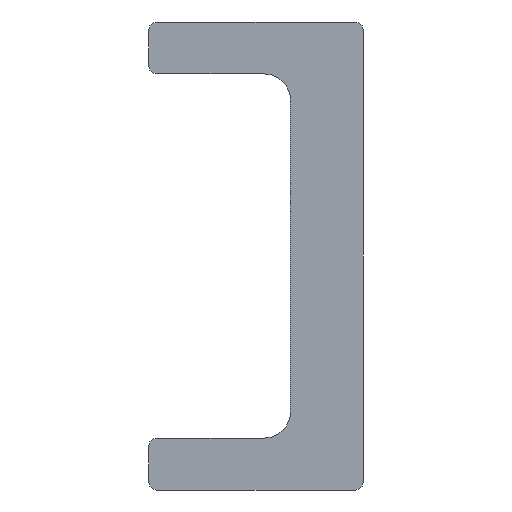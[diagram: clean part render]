
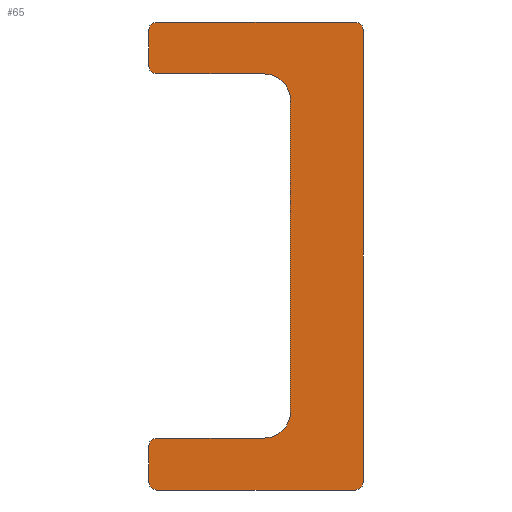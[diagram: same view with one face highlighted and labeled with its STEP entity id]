
A CAD part, front view. The second image highlights one B-rep face of the part: STEP entity #65.
In plain terms, the highlighted planar face has unit normal (0, -1, 0).
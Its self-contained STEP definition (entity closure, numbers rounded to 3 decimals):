
#65 = ADVANCED_FACE( '', ( #159 ), #160, .F. );
#159 = FACE_OUTER_BOUND( '', #290, .T. );
#160 = PLANE( '', #291 );
#290 = EDGE_LOOP( '', ( #429, #430, #431, #432, #433, #434, #435, #436, #437, #438, #439, #440, #441, #442, #443, #444 ) );
#291 = AXIS2_PLACEMENT_3D( '', #445, #446, #447 );
#429 = ORIENTED_EDGE( '', *, *, #685, .F. );
#430 = ORIENTED_EDGE( '', *, *, #686, .T. );
#431 = ORIENTED_EDGE( '', *, *, #687, .F. );
#432 = ORIENTED_EDGE( '', *, *, #688, .T. );
#433 = ORIENTED_EDGE( '', *, *, #689, .F. );
#434 = ORIENTED_EDGE( '', *, *, #690, .T. );
#435 = ORIENTED_EDGE( '', *, *, #691, .F. );
#436 = ORIENTED_EDGE( '', *, *, #692, .T. );
#437 = ORIENTED_EDGE( '', *, *, #671, .F. );
#438 = ORIENTED_EDGE( '', *, *, #693, .T. );
#439 = ORIENTED_EDGE( '', *, *, #694, .F. );
#440 = ORIENTED_EDGE( '', *, *, #676, .T. );
#441 = ORIENTED_EDGE( '', *, *, #695, .F. );
#442 = ORIENTED_EDGE( '', *, *, #696, .T. );
#443 = ORIENTED_EDGE( '', *, *, #697, .F. );
#444 = ORIENTED_EDGE( '', *, *, #698, .T. );
#445 = CARTESIAN_POINT( '', ( -4.125, 0., 9. ) );
#446 = DIRECTION( '', ( 0., 1., 0. ) );
#447 = DIRECTION( '', ( 0., 0., 1. ) );
#671 = EDGE_CURVE( '', #778, #780, #781, .T. );
#676 = EDGE_CURVE( '', #789, #787, #790, .F. );
#685 = EDGE_CURVE( '', #803, #804, #805, .T. );
#686 = EDGE_CURVE( '', #803, #806, #807, .F. );
#687 = EDGE_CURVE( '', #808, #806, #809, .T. );
#688 = EDGE_CURVE( '', #808, #810, #811, .F. );
#689 = EDGE_CURVE( '', #812, #810, #813, .T. );
#690 = EDGE_CURVE( '', #812, #814, #815, .F. );
#691 = EDGE_CURVE( '', #816, #814, #817, .T. );
#692 = EDGE_CURVE( '', #816, #780, #818, .T. );
#693 = EDGE_CURVE( '', #778, #819, #820, .T. );
#694 = EDGE_CURVE( '', #789, #819, #821, .T. );
#695 = EDGE_CURVE( '', #822, #787, #823, .T. );
#696 = EDGE_CURVE( '', #822, #824, #825, .F. );
#697 = EDGE_CURVE( '', #826, #824, #827, .T. );
#698 = EDGE_CURVE( '', #826, #804, #828, .F. );
#778 = VERTEX_POINT( '', #932 );
#780 = VERTEX_POINT( '', #935 );
#781 = LINE( '', #936, #937 );
#787 = VERTEX_POINT( '', #944 );
#789 = VERTEX_POINT( '', #947 );
#790 = CIRCLE( '', #948, 0.3 );
#803 = VERTEX_POINT( '', #962 );
#804 = VERTEX_POINT( '', #963 );
#805 = LINE( '', #964, #965 );
#806 = VERTEX_POINT( '', #966 );
#807 = CIRCLE( '', #967, 0.3 );
#808 = VERTEX_POINT( '', #968 );
#809 = LINE( '', #969, #970 );
#810 = VERTEX_POINT( '', #971 );
#811 = CIRCLE( '', #972, 0.3 );
#812 = VERTEX_POINT( '', #973 );
#813 = LINE( '', #974, #975 );
#814 = VERTEX_POINT( '', #976 );
#815 = CIRCLE( '', #977, 0.3 );
#816 = VERTEX_POINT( '', #978 );
#817 = LINE( '', #979, #980 );
#818 = CIRCLE( '', #981, 1. );
#819 = VERTEX_POINT( '', #982 );
#820 = CIRCLE( '', #983, 1. );
#821 = LINE( '', #984, #985 );
#822 = VERTEX_POINT( '', #986 );
#823 = LINE( '', #987, #988 );
#824 = VERTEX_POINT( '', #989 );
#825 = CIRCLE( '', #990, 0.3 );
#826 = VERTEX_POINT( '', #991 );
#827 = LINE( '', #992, #993 );
#828 = CIRCLE( '', #994, 0.3 );
#932 = CARTESIAN_POINT( '', ( 1.325, 0., -6. ) );
#935 = CARTESIAN_POINT( '', ( 1.325, 0., 6. ) );
#936 = CARTESIAN_POINT( '', ( 1.325, 0., 7. ) );
#937 = VECTOR( '', #1119, 1000. );
#944 = CARTESIAN_POINT( '', ( -4.125, 0., -7.3 ) );
#947 = CARTESIAN_POINT( '', ( -3.825, 0., -7. ) );
#948 = AXIS2_PLACEMENT_3D( '', #1125, #1126, #1127 );
#962 = CARTESIAN_POINT( '', ( 4.125, 0., 8.7 ) );
#963 = CARTESIAN_POINT( '', ( 4.125, 0., -8.7 ) );
#964 = CARTESIAN_POINT( '', ( 4.125, 0., 9. ) );
#965 = VECTOR( '', #1141, 1000. );
#966 = CARTESIAN_POINT( '', ( 3.825, 0., 9. ) );
#967 = AXIS2_PLACEMENT_3D( '', #1142, #1143, #1144 );
#968 = CARTESIAN_POINT( '', ( -3.825, 0., 9. ) );
#969 = CARTESIAN_POINT( '', ( -4.125, 0., 9. ) );
#970 = VECTOR( '', #1145, 1000. );
#971 = CARTESIAN_POINT( '', ( -4.125, 0., 8.7 ) );
#972 = AXIS2_PLACEMENT_3D( '', #1146, #1147, #1148 );
#973 = CARTESIAN_POINT( '', ( -4.125, 0., 7.3 ) );
#974 = CARTESIAN_POINT( '', ( -4.125, 0., -9. ) );
#975 = VECTOR( '', #1149, 1000. );
#976 = CARTESIAN_POINT( '', ( -3.825, 0., 7. ) );
#977 = AXIS2_PLACEMENT_3D( '', #1150, #1151, #1152 );
#978 = CARTESIAN_POINT( '', ( 0.325, 0., 7. ) );
#979 = CARTESIAN_POINT( '', ( -4.125, 0., 7. ) );
#980 = VECTOR( '', #1153, 1000. );
#981 = AXIS2_PLACEMENT_3D( '', #1154, #1155, #1156 );
#982 = CARTESIAN_POINT( '', ( 0.325, 0., -7. ) );
#983 = AXIS2_PLACEMENT_3D( '', #1157, #1158, #1159 );
#984 = CARTESIAN_POINT( '', ( 1.325, 0., -7. ) );
#985 = VECTOR( '', #1160, 1000. );
#986 = CARTESIAN_POINT( '', ( -4.125, 0., -8.7 ) );
#987 = CARTESIAN_POINT( '', ( -4.125, 0., -9. ) );
#988 = VECTOR( '', #1161, 1000. );
#989 = CARTESIAN_POINT( '', ( -3.825, 0., -9. ) );
#990 = AXIS2_PLACEMENT_3D( '', #1162, #1163, #1164 );
#991 = CARTESIAN_POINT( '', ( 3.825, 0., -9. ) );
#992 = CARTESIAN_POINT( '', ( 4.125, 0., -9. ) );
#993 = VECTOR( '', #1165, 1000. );
#994 = AXIS2_PLACEMENT_3D( '', #1166, #1167, #1168 );
#1119 = DIRECTION( '', ( 0., 0., 1. ) );
#1125 = CARTESIAN_POINT( '', ( -3.825, 0., -7.3 ) );
#1126 = DIRECTION( '', ( 0., 1., 0. ) );
#1127 = DIRECTION( '', ( 0., 0., 1. ) );
#1141 = DIRECTION( '', ( 0., 0., -1. ) );
#1142 = CARTESIAN_POINT( '', ( 3.825, 0., 8.7 ) );
#1143 = DIRECTION( '', ( 0., 1., 0. ) );
#1144 = DIRECTION( '', ( 0., 0., 1. ) );
#1145 = DIRECTION( '', ( 1., 0., 0. ) );
#1146 = CARTESIAN_POINT( '', ( -3.825, 0., 8.7 ) );
#1147 = DIRECTION( '', ( 0., 1., 0. ) );
#1148 = DIRECTION( '', ( 0., 0., 1. ) );
#1149 = DIRECTION( '', ( 0., 0., 1. ) );
#1150 = CARTESIAN_POINT( '', ( -3.825, 0., 7.3 ) );
#1151 = DIRECTION( '', ( 0., 1., 0. ) );
#1152 = DIRECTION( '', ( 0., 0., 1. ) );
#1153 = DIRECTION( '', ( -1., 0., 0. ) );
#1154 = CARTESIAN_POINT( '', ( 0.325, 0., 6. ) );
#1155 = DIRECTION( '', ( 0., 1., 0. ) );
#1156 = DIRECTION( '', ( 0., 0., 1. ) );
#1157 = CARTESIAN_POINT( '', ( 0.325, 0., -6. ) );
#1158 = DIRECTION( '', ( 0., 1., 0. ) );
#1159 = DIRECTION( '', ( 0., 0., 1. ) );
#1160 = DIRECTION( '', ( 1., 0., 0. ) );
#1161 = DIRECTION( '', ( 0., 0., 1. ) );
#1162 = CARTESIAN_POINT( '', ( -3.825, 0., -8.7 ) );
#1163 = DIRECTION( '', ( 0., 1., 0. ) );
#1164 = DIRECTION( '', ( 0., 0., 1. ) );
#1165 = DIRECTION( '', ( -1., 0., 0. ) );
#1166 = CARTESIAN_POINT( '', ( 3.825, 0., -8.7 ) );
#1167 = DIRECTION( '', ( 0., 1., 0. ) );
#1168 = DIRECTION( '', ( 0., 0., 1. ) );
